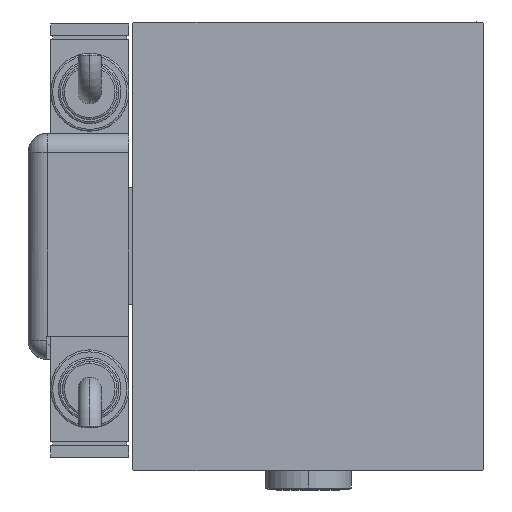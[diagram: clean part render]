
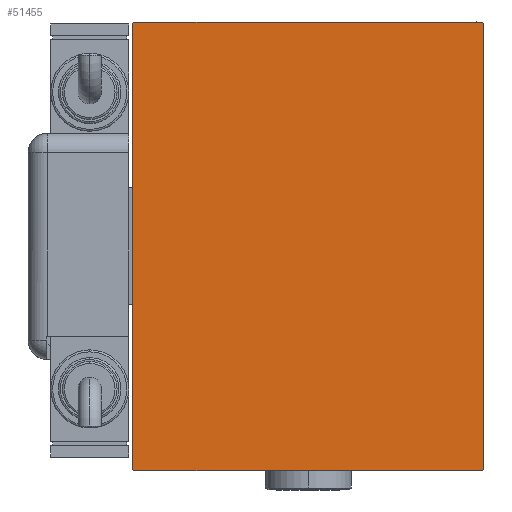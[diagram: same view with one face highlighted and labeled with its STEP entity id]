
A CAD part, left-side view. The second image highlights one B-rep face of the part: STEP entity #51455.
In plain terms, the highlighted face is planar.
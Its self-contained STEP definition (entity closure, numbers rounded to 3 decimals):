
#616 = ORIENTED_EDGE ( 'NONE', *, *, #10886, .T. ) ;
#2382 = LINE ( 'NONE', #35225, #17465 ) ;
#5982 = VECTOR ( 'NONE', #31816, 1000. ) ;
#6254 = ORIENTED_EDGE ( 'NONE', *, *, #6476, .T. ) ;
#6476 = EDGE_CURVE ( 'NONE', #35457, #30262, #32107, .T. ) ;
#6906 = VERTEX_POINT ( 'NONE', #7248 ) ;
#7248 = CARTESIAN_POINT ( 'NONE',  ( 158., 45., 57.2 ) ) ;
#8059 = CARTESIAN_POINT ( 'NONE',  ( 158., 45., -57.2 ) ) ;
#9839 = FACE_OUTER_BOUND ( 'NONE', #31472, .T. ) ;
#10021 = VERTEX_POINT ( 'NONE', #50681 ) ;
#10173 = VECTOR ( 'NONE', #51896, 1000. ) ;
#10886 = EDGE_CURVE ( 'NONE', #51724, #39476, #12591, .T. ) ;
#11104 = CARTESIAN_POINT ( 'NONE',  ( 158., 44.7, -57.5 ) ) ;
#11563 = CARTESIAN_POINT ( 'NONE',  ( 158., 51.1, -51.1 ) ) ;
#12591 = LINE ( 'NONE', #26777, #50414 ) ;
#14125 = EDGE_CURVE ( 'NONE', #39476, #35457, #40690, .T. ) ;
#17366 = LINE ( 'NONE', #26719, #57604 ) ;
#17465 = VECTOR ( 'NONE', #47859, 1000. ) ;
#19198 = PLANE ( 'NONE',  #41112 ) ;
#19446 = CARTESIAN_POINT ( 'NONE',  ( 158., 45., -57.5 ) ) ;
#19702 = EDGE_CURVE ( 'NONE', #49144, #6906, #51348, .T. ) ;
#21461 = CARTESIAN_POINT ( 'NONE',  ( 158., -45., 57.2 ) ) ;
#22210 = ORIENTED_EDGE ( 'NONE', *, *, #34038, .T. ) ;
#23062 = CARTESIAN_POINT ( 'NONE',  ( 158., -51.1, -51.1 ) ) ;
#23930 = LINE ( 'NONE', #42303, #10173 ) ;
#24078 = ORIENTED_EDGE ( 'NONE', *, *, #14125, .T. ) ;
#24444 = VECTOR ( 'NONE', #36169, 1000. ) ;
#26719 = CARTESIAN_POINT ( 'NONE',  ( 158., 45., 57.5 ) ) ;
#26777 = CARTESIAN_POINT ( 'NONE',  ( 158., -51.1, 51.1 ) ) ;
#28531 = CARTESIAN_POINT ( 'NONE',  ( 158., 0., 0. ) ) ;
#28795 = CARTESIAN_POINT ( 'NONE',  ( 158., -45., -57.2 ) ) ;
#30262 = VERTEX_POINT ( 'NONE', #45919 ) ;
#30995 = DIRECTION ( 'NONE',  ( 0., -0.707, -0.707 ) ) ;
#31472 = EDGE_LOOP ( 'NONE', ( #22210, #48536, #58043, #54179, #45291, #616, #24078, #6254 ) ) ;
#31816 = DIRECTION ( 'NONE',  ( 0., 0.707, -0.707 ) ) ;
#32107 = LINE ( 'NONE', #23062, #5982 ) ;
#33631 = DIRECTION ( 'NONE',  ( 1., 0., 0. ) ) ;
#34038 = EDGE_CURVE ( 'NONE', #30262, #50694, #2382, .T. ) ;
#34169 = DIRECTION ( 'NONE',  ( 0., 0.707, 0.707 ) ) ;
#35225 = CARTESIAN_POINT ( 'NONE',  ( 158., -45., -57.5 ) ) ;
#35457 = VERTEX_POINT ( 'NONE', #28795 ) ;
#36169 = DIRECTION ( 'NONE',  ( 0., 0., -1. ) ) ;
#36910 = CARTESIAN_POINT ( 'NONE',  ( 158., -44.7, 57.5 ) ) ;
#37801 = DIRECTION ( 'NONE',  ( 0., 0., 1. ) ) ;
#38106 = EDGE_CURVE ( 'NONE', #50694, #49144, #52812, .T. ) ;
#39476 = VERTEX_POINT ( 'NONE', #21461 ) ;
#40690 = LINE ( 'NONE', #59015, #24444 ) ;
#41112 = AXIS2_PLACEMENT_3D ( 'NONE', #28531, #33631, #56181 ) ;
#42303 = CARTESIAN_POINT ( 'NONE',  ( 158., 51.1, 51.1 ) ) ;
#45291 = ORIENTED_EDGE ( 'NONE', *, *, #56710, .T. ) ;
#45919 = CARTESIAN_POINT ( 'NONE',  ( 158., -44.7, -57.5 ) ) ;
#47859 = DIRECTION ( 'NONE',  ( 0., 1., 0. ) ) ;
#48487 = EDGE_CURVE ( 'NONE', #6906, #10021, #23930, .T. ) ;
#48536 = ORIENTED_EDGE ( 'NONE', *, *, #38106, .T. ) ;
#49144 = VERTEX_POINT ( 'NONE', #8059 ) ;
#49673 = VECTOR ( 'NONE', #37801, 1000. ) ;
#50414 = VECTOR ( 'NONE', #30995, 1000. ) ;
#50681 = CARTESIAN_POINT ( 'NONE',  ( 158., 44.7, 57.5 ) ) ;
#50694 = VERTEX_POINT ( 'NONE', #11104 ) ;
#51348 = LINE ( 'NONE', #19446, #49673 ) ;
#51455 = ADVANCED_FACE ( 'NONE', ( #9839 ), #19198, .T. ) ;
#51724 = VERTEX_POINT ( 'NONE', #36910 ) ;
#51896 = DIRECTION ( 'NONE',  ( 0., -0.707, 0.707 ) ) ;
#52812 = LINE ( 'NONE', #11563, #55138 ) ;
#54179 = ORIENTED_EDGE ( 'NONE', *, *, #48487, .T. ) ;
#55138 = VECTOR ( 'NONE', #34169, 1000. ) ;
#56181 = DIRECTION ( 'NONE',  ( 0., 0., -1. ) ) ;
#56710 = EDGE_CURVE ( 'NONE', #10021, #51724, #17366, .T. ) ;
#57604 = VECTOR ( 'NONE', #59194, 1000. ) ;
#58043 = ORIENTED_EDGE ( 'NONE', *, *, #19702, .T. ) ;
#59015 = CARTESIAN_POINT ( 'NONE',  ( 158., -45., 57.5 ) ) ;
#59194 = DIRECTION ( 'NONE',  ( 0., -1., 0. ) ) ;
